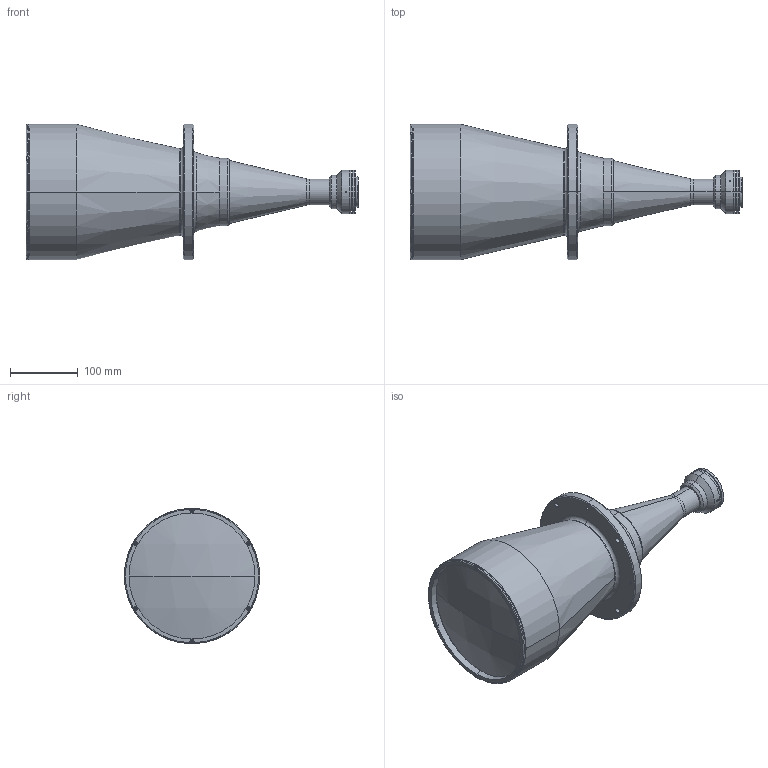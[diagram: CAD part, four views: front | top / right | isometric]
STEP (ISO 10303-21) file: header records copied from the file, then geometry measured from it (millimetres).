
FILE_DESCRIPTION (( 'STEP AP214' ), '1' );
FILE_NAME ('TC2M144HR-F.STEP', '2014-06-04T09:02:37', ( 'piermario' ), ( '' ), 'SwSTEP 2.0', 'SolidWorks 2013', '' );
FILE_SCHEMA (( 'AUTOMOTIVE_DESIGN' ));
Length unit declared in the file: millimetre
Products named in the file (1): TC2M144HR-F
Bounding box: 490.14 x 200 x 200 mm (x, y, z)
Surface area: 291342.8 mm2 (no closed solid volume)
Topology: 0 solids, 22 shells, 260 faces, 775 edges, 532 vertices
Faces by surface type: plane 100, cylinder 98, torus 34, cone 24, sphere 4
Entity records: 12082 total; most frequent: CARTESIAN_POINT 1984, DIRECTION 1639, ORIENTED_EDGE 1299, EDGE_CURVE 775, AXIS2_PLACEMENT_3D 637, VERTEX_POINT 532, CIRCLE 376, LINE 365
